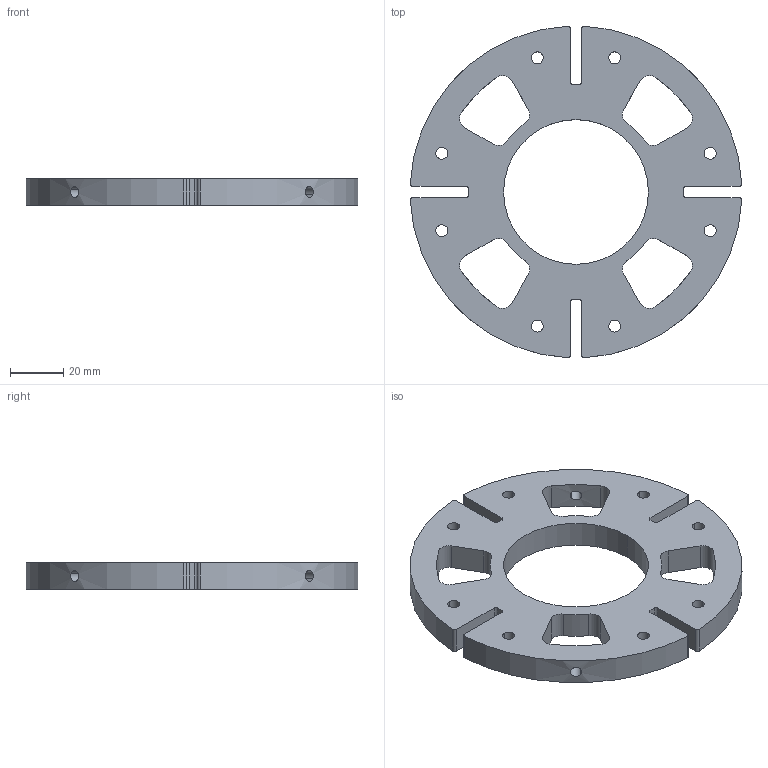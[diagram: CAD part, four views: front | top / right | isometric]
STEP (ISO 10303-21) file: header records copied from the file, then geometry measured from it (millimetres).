
FILE_DESCRIPTION(('CATIA V5 STEP Exchange'),'2;1');
FILE_NAME('BagueCentrage.stp','2023-02-07T13:50:00+00:00',('none'),('none'),'CATIA Version 5 Release 19 GA (IN-10)','CATIA V5 STEP AP203','none');
FILE_SCHEMA(('CONFIG_CONTROL_DESIGN'));
Length unit declared in the file: millimetre
Products named in the file (1): BagueCentrage
Bounding box: 124.84 x 124.84 x 10 mm (x, y, z)
Volume: 76454.5 mm3; surface area: 27389.5 mm2
Topology: 1 solids, 1 shells, 92 faces, 270 edges, 180 vertices
Faces by surface type: cylinder 70, plane 22
Entity records: 3158 total; most frequent: CARTESIAN_POINT 701, ORIENTED_EDGE 540, DIRECTION 402, EDGE_CURVE 270, AXIS2_PLACEMENT_3D 199, VERTEX_POINT 180, VECTOR 130, LINE 130
